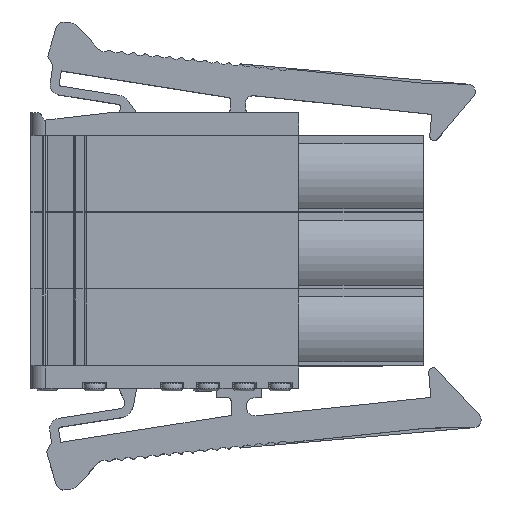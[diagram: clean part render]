
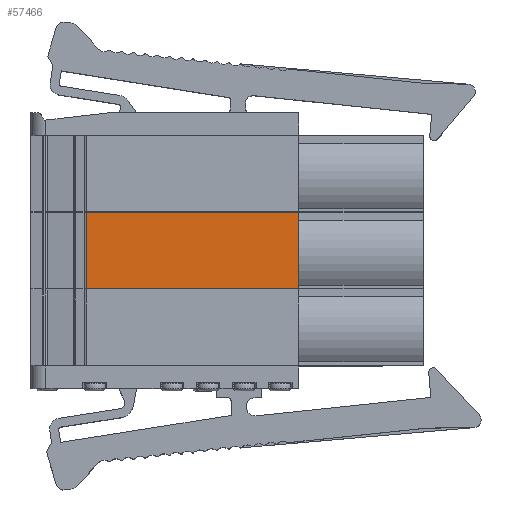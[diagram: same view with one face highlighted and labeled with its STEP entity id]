
A CAD part, top view. The second image highlights one B-rep face of the part: STEP entity #57466.
In plain terms, the highlighted planar face has unit normal (0, 0, 1).
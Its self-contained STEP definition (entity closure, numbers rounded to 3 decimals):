
#13837=ORIENTED_EDGE('',*,*,#25519,.T.);
#13838=ORIENTED_EDGE('',*,*,#25812,.T.);
#13839=ORIENTED_EDGE('',*,*,#25813,.F.);
#13840=ORIENTED_EDGE('',*,*,#25814,.T.);
#25519=EDGE_CURVE('',#32384,#32383,#38021,.T.);
#25812=EDGE_CURVE('',#32383,#32553,#38248,.T.);
#25813=EDGE_CURVE('',#32554,#32553,#38249,.T.);
#25814=EDGE_CURVE('',#32554,#32384,#38250,.T.);
#32383=VERTEX_POINT('',#96846);
#32384=VERTEX_POINT('',#96848);
#32553=VERTEX_POINT('',#97486);
#32554=VERTEX_POINT('',#97490);
#38021=LINE('',#96847,#43687);
#38248=LINE('',#97487,#43914);
#38249=LINE('',#97489,#43915);
#38250=LINE('',#97491,#43916);
#43687=VECTOR('',#71394,1000.);
#43914=VECTOR('',#71955,1000.);
#43915=VECTOR('',#71958,1000.);
#43916=VECTOR('',#71959,1000.);
#48285=EDGE_LOOP('',(#13837,#13838,#13839,#13840));
#52077=FACE_BOUND('',#48285,.T.);
#54832=PLANE('',#61403);
#57466=ADVANCED_FACE('',(#52077),#54832,.T.);
#61403=AXIS2_PLACEMENT_3D('',#97488,#71956,#71957);
#71394=DIRECTION('',(-1.,0.,0.));
#71955=DIRECTION('',(0.,-1.,0.));
#71956=DIRECTION('',(0.,0.,1.));
#71957=DIRECTION('',(1.,0.,0.));
#71958=DIRECTION('',(-1.,0.,0.));
#71959=DIRECTION('',(0.,1.,0.));
#96846=CARTESIAN_POINT('',(-9.39,10.177,0.));
#96847=CARTESIAN_POINT('',(13.075,10.177,0.));
#96848=CARTESIAN_POINT('',(4.775,10.177,0.));
#97486=CARTESIAN_POINT('',(-9.39,5.097,0.));
#97487=CARTESIAN_POINT('',(-9.39,10.177,0.));
#97488=CARTESIAN_POINT('',(13.075,10.177,0.));
#97489=CARTESIAN_POINT('',(13.075,5.097,0.));
#97490=CARTESIAN_POINT('',(4.775,5.097,0.));
#97491=CARTESIAN_POINT('',(4.775,10.177,0.));
